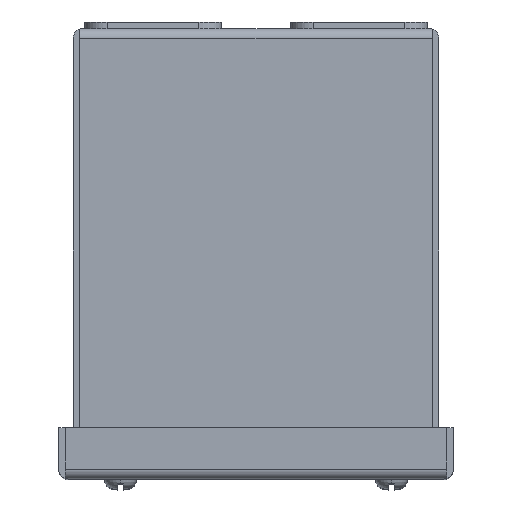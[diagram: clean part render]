
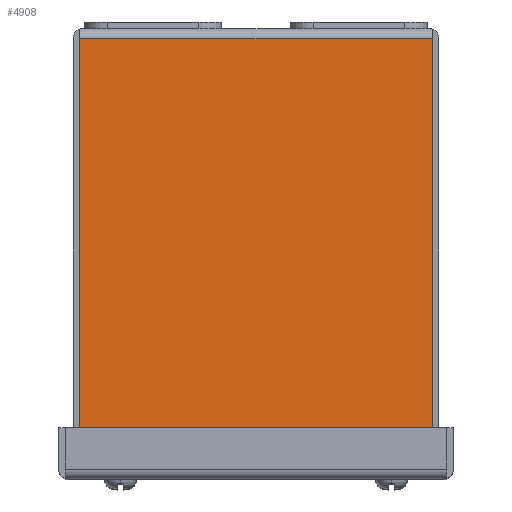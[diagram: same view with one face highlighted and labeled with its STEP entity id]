
A CAD part, top view. The second image highlights one B-rep face of the part: STEP entity #4908.
In plain terms, the highlighted planar face has unit normal (0, 0, 1).
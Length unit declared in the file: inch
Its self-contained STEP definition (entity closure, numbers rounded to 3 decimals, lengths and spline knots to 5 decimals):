
#184 = CARTESIAN_POINT ( 'NONE',  ( -1.92721, -4.642, 3. ) ) ;
#1268 = EDGE_LOOP ( 'NONE', ( #14041, #11091, #4650, #14669 ) ) ;
#1363 = DIRECTION ( 'NONE',  ( 0., -1., 0. ) ) ;
#1582 = VERTEX_POINT ( 'NONE', #6370 ) ;
#2206 = LINE ( 'NONE', #17044, #5201 ) ;
#2555 = EDGE_CURVE ( 'NONE', #6437, #1582, #16544, .T. ) ;
#3137 = DIRECTION ( 'NONE',  ( -1., 0., 0. ) ) ;
#3641 = PLANE ( 'NONE',  #6746 ) ;
#4650 = ORIENTED_EDGE ( 'NONE', *, *, #2555, .F. ) ;
#4908 = ADVANCED_FACE ( 'NONE', ( #5303 ), #3641, .F. ) ;
#4924 = DIRECTION ( 'NONE',  ( 0., 0., -1. ) ) ;
#5201 = VECTOR ( 'NONE', #15462, 39.37008 ) ;
#5303 = FACE_OUTER_BOUND ( 'NONE', #1268, .T. ) ;
#5835 = CARTESIAN_POINT ( 'NONE',  ( -1.92721, -0.108, 3. ) ) ;
#6290 = CARTESIAN_POINT ( 'NONE',  ( 13.406, -4.642, 3. ) ) ;
#6370 = CARTESIAN_POINT ( 'NONE',  ( 1.92721, -0.108, 3. ) ) ;
#6437 = VERTEX_POINT ( 'NONE', #5835 ) ;
#6746 = AXIS2_PLACEMENT_3D ( 'NONE', #11141, #4924, #18558 ) ;
#9171 = CARTESIAN_POINT ( 'NONE',  ( 1.92721, -4.642, 3. ) ) ;
#10061 = CARTESIAN_POINT ( 'NONE',  ( 1.92721, 39.37008, 3. ) ) ;
#10474 = VECTOR ( 'NONE', #19115, 39.37008 ) ;
#11091 = ORIENTED_EDGE ( 'NONE', *, *, #12994, .F. ) ;
#11141 = CARTESIAN_POINT ( 'NONE',  ( 13.406, 0., 3. ) ) ;
#11856 = LINE ( 'NONE', #10061, #14290 ) ;
#12994 = EDGE_CURVE ( 'NONE', #1582, #15968, #11856, .T. ) ;
#13051 = EDGE_CURVE ( 'NONE', #15968, #16005, #18169, .T. ) ;
#14041 = ORIENTED_EDGE ( 'NONE', *, *, #13051, .F. ) ;
#14290 = VECTOR ( 'NONE', #1363, 39.37008 ) ;
#14669 = ORIENTED_EDGE ( 'NONE', *, *, #15237, .T. ) ;
#15237 = EDGE_CURVE ( 'NONE', #6437, #16005, #2206, .T. ) ;
#15462 = DIRECTION ( 'NONE',  ( 0., -1., 0. ) ) ;
#15968 = VERTEX_POINT ( 'NONE', #9171 ) ;
#16005 = VERTEX_POINT ( 'NONE', #184 ) ;
#16446 = CARTESIAN_POINT ( 'NONE',  ( -1.892, -0.108, 3. ) ) ;
#16544 = LINE ( 'NONE', #16446, #10474 ) ;
#17044 = CARTESIAN_POINT ( 'NONE',  ( -1.92721, 39.37008, 3. ) ) ;
#17445 = VECTOR ( 'NONE', #3137, 39.37008 ) ;
#18169 = LINE ( 'NONE', #6290, #17445 ) ;
#18558 = DIRECTION ( 'NONE',  ( -1., 0., 0. ) ) ;
#19115 = DIRECTION ( 'NONE',  ( 1., 0., 0. ) ) ;
